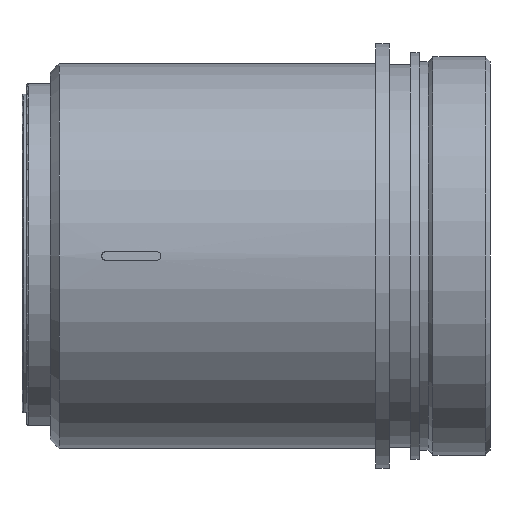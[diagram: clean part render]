
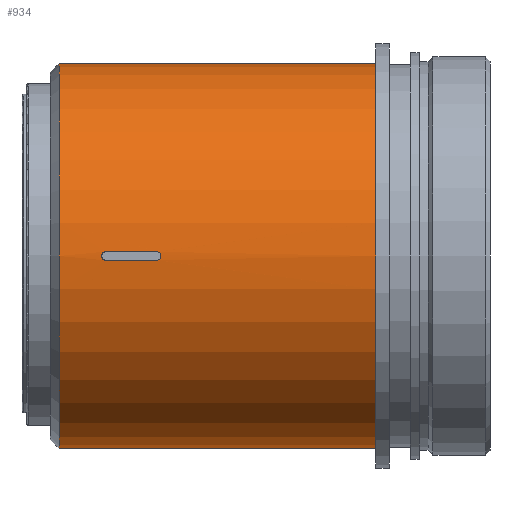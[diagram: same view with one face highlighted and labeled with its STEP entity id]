
A CAD part, front view. The second image highlights one B-rep face of the part: STEP entity #934.
In plain terms, the highlighted cylindrical face has radius 21.75 mm (diameter 43.5 mm), a partial arc.
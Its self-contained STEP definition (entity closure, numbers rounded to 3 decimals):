
#1 = DIRECTION ( 'NONE',  ( 0., 0., 1. ) ) ;
#8 = CARTESIAN_POINT ( 'NONE',  ( 9.5, -21.744, -0.5 ) ) ;
#19 = CARTESIAN_POINT ( 'NONE',  ( 9.5, -21.744, 0.5 ) ) ;
#130 = EDGE_CURVE ( 'NONE', #394, #1365, #1188, .T. ) ;
#155 = ORIENTED_EDGE ( 'NONE', *, *, #548, .T. ) ;
#160 = VERTEX_POINT ( 'NONE', #2233 ) ;
#185 = CARTESIAN_POINT ( 'NONE',  ( 15.7, -21.75, 0.131 ) ) ;
#192 = VERTEX_POINT ( 'NONE', #721 ) ;
#223 = ORIENTED_EDGE ( 'NONE', *, *, #130, .F. ) ;
#227 = EDGE_CURVE ( 'NONE', #1484, #1203, #1487, .T. ) ;
#237 = DIRECTION ( 'NONE',  ( -1., 0., 0. ) ) ;
#269 = DIRECTION ( 'NONE',  ( -1., 0., 0. ) ) ;
#273 = FACE_BOUND ( 'NONE', #1394, .T. ) ;
#350 = VECTOR ( 'NONE', #237, 1000. ) ;
#353 = CARTESIAN_POINT ( 'NONE',  ( 15.2, -21.744, 0.5 ) ) ;
#363 = EDGE_LOOP ( 'NONE', ( #2003, #1021, #980, #223 ) ) ;
#372 = CARTESIAN_POINT ( 'NONE',  ( 9.239, -21.746, -0.446 ) ) ;
#394 = VERTEX_POINT ( 'NONE', #1799 ) ;
#396 = ORIENTED_EDGE ( 'NONE', *, *, #1383, .T. ) ;
#470 = DIRECTION ( 'NONE',  ( -1., 0., 0. ) ) ;
#516 = CARTESIAN_POINT ( 'NONE',  ( 40., 0., 21.75 ) ) ;
#519 = CARTESIAN_POINT ( 'NONE',  ( 9.368, -21.744, 0.5 ) ) ;
#548 = EDGE_CURVE ( 'NONE', #1607, #192, #964, .T. ) ;
#550 = CARTESIAN_POINT ( 'NONE',  ( 9.368, -21.744, -0.5 ) ) ;
#552 = ORIENTED_EDGE ( 'NONE', *, *, #227, .T. ) ;
#554 = LINE ( 'NONE', #1741, #1194 ) ;
#624 = CARTESIAN_POINT ( 'NONE',  ( -46.58, -21.744, 0.5 ) ) ;
#636 = CIRCLE ( 'NONE', #1106, 21.75 ) ;
#667 = CARTESIAN_POINT ( 'NONE',  ( 15.7, -21.75, -0.13 ) ) ;
#691 = CARTESIAN_POINT ( 'NONE',  ( 15.332, -21.744, 0.5 ) ) ;
#721 = CARTESIAN_POINT ( 'NONE',  ( 15.2, -21.744, -0.5 ) ) ;
#737 = LINE ( 'NONE', #1787, #350 ) ;
#761 = AXIS2_PLACEMENT_3D ( 'NONE', #1666, #470, #1298 ) ;
#888 = CARTESIAN_POINT ( 'NONE',  ( 9., -21.75, 0.13 ) ) ;
#921 = VECTOR ( 'NONE', #269, 1000. ) ;
#934 = ADVANCED_FACE ( 'NONE', ( #1125, #273 ), #989, .T. ) ;
#964 = B_SPLINE_CURVE_WITH_KNOTS ( 'NONE', 3,
 ( #353, #691, #1045, #1740, #185, #667, #1361, #1349, #1570, #1891 ),
 .UNSPECIFIED., .F., .F.,
 ( 4, 2, 2, 2, 4 ),
 ( 0., 0., 0.001, 0.001, 0.002 ),
 .UNSPECIFIED. ) ;
#980 = ORIENTED_EDGE ( 'NONE', *, *, #2214, .T. ) ;
#982 = DIRECTION ( 'NONE',  ( -1., 0., 0. ) ) ;
#989 = CYLINDRICAL_SURFACE ( 'NONE', #761, 21.75 ) ;
#1021 = ORIENTED_EDGE ( 'NONE', *, *, #1811, .T. ) ;
#1045 = CARTESIAN_POINT ( 'NONE',  ( 15.461, -21.746, 0.446 ) ) ;
#1091 = CARTESIAN_POINT ( 'NONE',  ( 9.5, -21.744, 0.5 ) ) ;
#1102 = CARTESIAN_POINT ( 'NONE',  ( -46.58, -21.744, -0.5 ) ) ;
#1106 = AXIS2_PLACEMENT_3D ( 'NONE', #1900, #982, #1 ) ;
#1125 = FACE_OUTER_BOUND ( 'NONE', #363, .T. ) ;
#1159 = DIRECTION ( 'NONE',  ( 0., 0., 1. ) ) ;
#1188 = CIRCLE ( 'NONE', #2133, 21.75 ) ;
#1194 = VECTOR ( 'NONE', #2094, 1000. ) ;
#1203 = VERTEX_POINT ( 'NONE', #1091 ) ;
#1241 = CARTESIAN_POINT ( 'NONE',  ( 9.053, -21.749, 0.26 ) ) ;
#1285 = DIRECTION ( 'NONE',  ( 1., 0., 0. ) ) ;
#1298 = DIRECTION ( 'NONE',  ( 0., 0., 1. ) ) ;
#1317 = DIRECTION ( 'NONE',  ( -1., 0., 0. ) ) ;
#1330 = CARTESIAN_POINT ( 'NONE',  ( 4.2, 0., 0. ) ) ;
#1349 = CARTESIAN_POINT ( 'NONE',  ( 15.461, -21.746, -0.447 ) ) ;
#1361 = CARTESIAN_POINT ( 'NONE',  ( 15.647, -21.749, -0.26 ) ) ;
#1365 = VERTEX_POINT ( 'NONE', #1641 ) ;
#1383 = EDGE_CURVE ( 'NONE', #1203, #1607, #1688, .T. ) ;
#1393 = CARTESIAN_POINT ( 'NONE',  ( 9., -21.75, -0.131 ) ) ;
#1394 = EDGE_LOOP ( 'NONE', ( #1430, #552, #396, #155 ) ) ;
#1430 = ORIENTED_EDGE ( 'NONE', *, *, #1952, .T. ) ;
#1484 = VERTEX_POINT ( 'NONE', #1493 ) ;
#1487 = B_SPLINE_CURVE_WITH_KNOTS ( 'NONE', 3,
 ( #8, #550, #372, #1586, #1393, #888, #1241, #1941, #519, #19 ),
 .UNSPECIFIED., .F., .F.,
 ( 4, 2, 2, 2, 4 ),
 ( 0., 0., 0.001, 0.001, 0.002 ),
 .UNSPECIFIED. ) ;
#1493 = CARTESIAN_POINT ( 'NONE',  ( 9.5, -21.744, -0.5 ) ) ;
#1564 = VERTEX_POINT ( 'NONE', #516 ) ;
#1570 = CARTESIAN_POINT ( 'NONE',  ( 15.332, -21.744, -0.5 ) ) ;
#1586 = CARTESIAN_POINT ( 'NONE',  ( 9.054, -21.749, -0.261 ) ) ;
#1607 = VERTEX_POINT ( 'NONE', #2124 ) ;
#1641 = CARTESIAN_POINT ( 'NONE',  ( 4.2, 0., 21.75 ) ) ;
#1666 = CARTESIAN_POINT ( 'NONE',  ( -46.58, 0., 0. ) ) ;
#1688 = LINE ( 'NONE', #624, #1903 ) ;
#1689 = EDGE_CURVE ( 'NONE', #160, #394, #737, .T. ) ;
#1740 = CARTESIAN_POINT ( 'NONE',  ( 15.646, -21.749, 0.261 ) ) ;
#1741 = CARTESIAN_POINT ( 'NONE',  ( -46.58, 0., 21.75 ) ) ;
#1787 = CARTESIAN_POINT ( 'NONE',  ( -46.58, 0., -21.75 ) ) ;
#1799 = CARTESIAN_POINT ( 'NONE',  ( 4.2, 0., -21.75 ) ) ;
#1811 = EDGE_CURVE ( 'NONE', #160, #1564, #636, .T. ) ;
#1891 = CARTESIAN_POINT ( 'NONE',  ( 15.2, -21.744, -0.5 ) ) ;
#1900 = CARTESIAN_POINT ( 'NONE',  ( 40., 0., 0. ) ) ;
#1903 = VECTOR ( 'NONE', #1285, 1000. ) ;
#1941 = CARTESIAN_POINT ( 'NONE',  ( 9.239, -21.746, 0.447 ) ) ;
#1952 = EDGE_CURVE ( 'NONE', #192, #1484, #2152, .T. ) ;
#2003 = ORIENTED_EDGE ( 'NONE', *, *, #1689, .F. ) ;
#2094 = DIRECTION ( 'NONE',  ( -1., 0., 0. ) ) ;
#2124 = CARTESIAN_POINT ( 'NONE',  ( 15.2, -21.744, 0.5 ) ) ;
#2133 = AXIS2_PLACEMENT_3D ( 'NONE', #1330, #1317, #1159 ) ;
#2152 = LINE ( 'NONE', #1102, #921 ) ;
#2214 = EDGE_CURVE ( 'NONE', #1564, #1365, #554, .T. ) ;
#2233 = CARTESIAN_POINT ( 'NONE',  ( 40., 0., -21.75 ) ) ;
